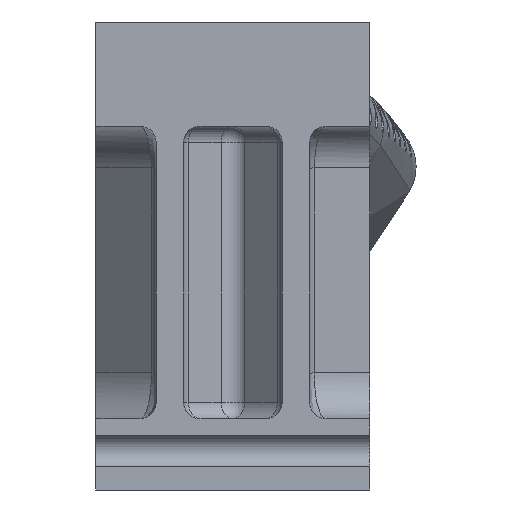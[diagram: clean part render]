
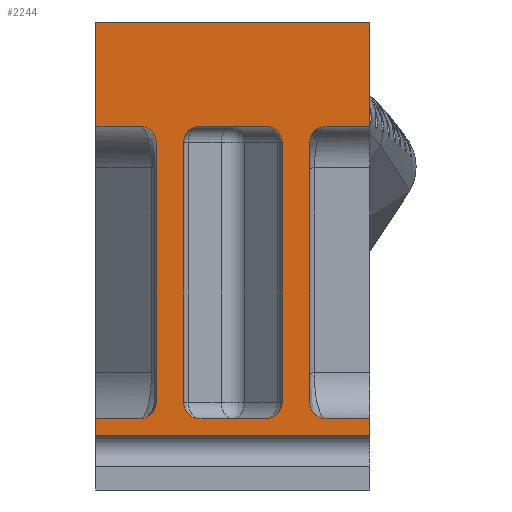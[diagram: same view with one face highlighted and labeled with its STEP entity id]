
A CAD part, front view. The second image highlights one B-rep face of the part: STEP entity #2244.
In plain terms, the highlighted planar face has unit normal (0, -1, 0).
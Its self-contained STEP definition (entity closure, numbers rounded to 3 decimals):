
#48=FACE_BOUND('',#760,.T.);
#236=PLANE('',#2428);
#255=LINE('',#3577,#399);
#260=LINE('',#3592,#404);
#268=LINE('',#3676,#412);
#291=LINE('',#3765,#435);
#292=LINE('',#3767,#436);
#293=LINE('',#3771,#437);
#294=LINE('',#3773,#438);
#296=LINE('',#3782,#440);
#297=LINE('',#3784,#441);
#304=LINE('',#3802,#448);
#305=LINE('',#3804,#449);
#320=LINE('',#3834,#464);
#321=LINE('',#3837,#465);
#323=LINE('',#3840,#467);
#324=LINE('',#3842,#468);
#352=LINE('',#3899,#496);
#399=VECTOR('',#2557,5.);
#404=VECTOR('',#2574,5.);
#412=VECTOR('',#2610,5.);
#435=VECTOR('',#2713,5.);
#436=VECTOR('',#2716,5.);
#437=VECTOR('',#2723,5.);
#438=VECTOR('',#2726,5.);
#440=VECTOR('',#2734,5.);
#441=VECTOR('',#2737,5.);
#448=VECTOR('',#2756,5.);
#449=VECTOR('',#2759,5.);
#464=VECTOR('',#2776,5.);
#465=VECTOR('',#2779,5.);
#467=VECTOR('',#2783,5.);
#468=VECTOR('',#2784,5.);
#496=VECTOR('',#2844,5.);
#652=FACE_OUTER_BOUND('',#759,.T.);
#759=EDGE_LOOP('',(#1808,#1809,#1810,#1811,#1812,#1813,#1814,#1815,#1816,
#1817,#1818,#1819,#1820,#1821,#1822,#1823));
#760=EDGE_LOOP('',(#1824,#1825,#1826,#1827,#1828,#1829,#1830,#1831));
#831=CIRCLE('',#2322,1.5);
#835=CIRCLE('',#2332,1.5);
#837=CIRCLE('',#2342,1.5);
#841=CIRCLE('',#2352,1.5);
#854=CIRCLE('',#2372,1.5);
#861=CIRCLE('',#2387,1.5);
#862=CIRCLE('',#2390,1.5);
#863=CIRCLE('',#2392,1.5);
#901=VERTEX_POINT('',#3490);
#902=VERTEX_POINT('',#3492);
#909=VERTEX_POINT('',#3567);
#910=VERTEX_POINT('',#3568);
#912=VERTEX_POINT('',#3575);
#916=VERTEX_POINT('',#3591);
#919=VERTEX_POINT('',#3598);
#920=VERTEX_POINT('',#3600);
#927=VERTEX_POINT('',#3670);
#928=VERTEX_POINT('',#3671);
#941=VERTEX_POINT('',#3709);
#942=VERTEX_POINT('',#3710);
#949=VERTEX_POINT('',#3744);
#950=VERTEX_POINT('',#3745);
#951=VERTEX_POINT('',#3753);
#952=VERTEX_POINT('',#3754);
#953=VERTEX_POINT('',#3759);
#954=VERTEX_POINT('',#3760);
#956=VERTEX_POINT('',#3776);
#958=VERTEX_POINT('',#3780);
#963=VERTEX_POINT('',#3800);
#977=VERTEX_POINT('',#3832);
#978=VERTEX_POINT('',#3836);
#979=VERTEX_POINT('',#3841);
#1147=EDGE_CURVE('',#901,#902,#831,.T.);
#1158=EDGE_CURVE('',#909,#910,#835,.T.);
#1163=EDGE_CURVE('',#909,#912,#255,.T.);
#1170=EDGE_CURVE('',#916,#902,#260,.T.);
#1174=EDGE_CURVE('',#919,#920,#837,.T.);
#1185=EDGE_CURVE('',#927,#928,#841,.T.);
#1188=EDGE_CURVE('',#927,#920,#268,.T.);
#1203=EDGE_CURVE('',#941,#942,#854,.T.);
#1222=EDGE_CURVE('',#949,#950,#861,.T.);
#1227=EDGE_CURVE('',#951,#952,#862,.T.);
#1230=EDGE_CURVE('',#953,#954,#863,.T.);
#1233=EDGE_CURVE('',#941,#952,#291,.T.);
#1234=EDGE_CURVE('',#951,#954,#292,.T.);
#1235=EDGE_CURVE('',#949,#942,#293,.T.);
#1236=EDGE_CURVE('',#953,#950,#294,.T.);
#1240=EDGE_CURVE('',#956,#958,#296,.T.);
#1241=EDGE_CURVE('',#901,#910,#297,.T.);
#1250=EDGE_CURVE('',#919,#963,#304,.T.);
#1251=EDGE_CURVE('',#916,#958,#305,.T.);
#1267=EDGE_CURVE('',#977,#912,#320,.T.);
#1268=EDGE_CURVE('',#978,#928,#321,.T.);
#1270=EDGE_CURVE('',#956,#963,#323,.T.);
#1271=EDGE_CURVE('',#978,#979,#324,.T.);
#1300=EDGE_CURVE('',#979,#977,#352,.T.);
#1808=ORIENTED_EDGE('',*,*,#1163,.T.);
#1809=ORIENTED_EDGE('',*,*,#1267,.F.);
#1810=ORIENTED_EDGE('',*,*,#1300,.F.);
#1811=ORIENTED_EDGE('',*,*,#1271,.F.);
#1812=ORIENTED_EDGE('',*,*,#1268,.T.);
#1813=ORIENTED_EDGE('',*,*,#1185,.F.);
#1814=ORIENTED_EDGE('',*,*,#1188,.T.);
#1815=ORIENTED_EDGE('',*,*,#1174,.F.);
#1816=ORIENTED_EDGE('',*,*,#1250,.T.);
#1817=ORIENTED_EDGE('',*,*,#1270,.F.);
#1818=ORIENTED_EDGE('',*,*,#1240,.T.);
#1819=ORIENTED_EDGE('',*,*,#1251,.F.);
#1820=ORIENTED_EDGE('',*,*,#1170,.T.);
#1821=ORIENTED_EDGE('',*,*,#1147,.F.);
#1822=ORIENTED_EDGE('',*,*,#1241,.T.);
#1823=ORIENTED_EDGE('',*,*,#1158,.F.);
#1824=ORIENTED_EDGE('',*,*,#1233,.T.);
#1825=ORIENTED_EDGE('',*,*,#1227,.F.);
#1826=ORIENTED_EDGE('',*,*,#1234,.T.);
#1827=ORIENTED_EDGE('',*,*,#1230,.F.);
#1828=ORIENTED_EDGE('',*,*,#1236,.T.);
#1829=ORIENTED_EDGE('',*,*,#1222,.F.);
#1830=ORIENTED_EDGE('',*,*,#1235,.T.);
#1831=ORIENTED_EDGE('',*,*,#1203,.F.);
#2244=ADVANCED_FACE('',(#652,#48),#236,.F.);
#2322=AXIS2_PLACEMENT_3D('',#3493,#2526,#2527);
#2332=AXIS2_PLACEMENT_3D('',#3569,#2549,#2550);
#2342=AXIS2_PLACEMENT_3D('',#3601,#2581,#2582);
#2352=AXIS2_PLACEMENT_3D('',#3672,#2604,#2605);
#2372=AXIS2_PLACEMENT_3D('',#3711,#2649,#2650);
#2387=AXIS2_PLACEMENT_3D('',#3746,#2691,#2692);
#2390=AXIS2_PLACEMENT_3D('',#3755,#2701,#2702);
#2392=AXIS2_PLACEMENT_3D('',#3761,#2707,#2708);
#2428=AXIS2_PLACEMENT_3D('',#3898,#2842,#2843);
#2526=DIRECTION('center_axis',(0.,-1.,0.));
#2527=DIRECTION('ref_axis',(-0.707,0.,-0.707));
#2549=DIRECTION('center_axis',(0.,-1.,0.));
#2550=DIRECTION('ref_axis',(-0.707,0.,0.707));
#2557=DIRECTION('',(1.,0.,0.));
#2574=DIRECTION('',(-1.,0.,0.));
#2581=DIRECTION('center_axis',(0.,-1.,0.));
#2582=DIRECTION('ref_axis',(0.707,0.,-0.707));
#2604=DIRECTION('center_axis',(0.,-1.,0.));
#2605=DIRECTION('ref_axis',(0.707,0.,0.707));
#2610=DIRECTION('',(0.,0.,-1.));
#2649=DIRECTION('center_axis',(0.,-1.,0.));
#2650=DIRECTION('ref_axis',(-0.707,0.,-0.707));
#2691=DIRECTION('center_axis',(0.,-1.,0.));
#2692=DIRECTION('ref_axis',(0.707,0.,-0.707));
#2701=DIRECTION('center_axis',(0.,-1.,0.));
#2702=DIRECTION('ref_axis',(-0.707,0.,0.707));
#2707=DIRECTION('center_axis',(0.,-1.,0.));
#2708=DIRECTION('ref_axis',(0.707,0.,0.707));
#2713=DIRECTION('',(0.,0.,1.));
#2716=DIRECTION('',(1.,0.,0.));
#2723=DIRECTION('',(-1.,0.,0.));
#2726=DIRECTION('',(0.,0.,-1.));
#2734=DIRECTION('',(1.,0.,0.));
#2737=DIRECTION('',(0.,0.,1.));
#2756=DIRECTION('',(-1.,0.,0.));
#2759=DIRECTION('',(0.,0.,-1.));
#2776=DIRECTION('',(0.,0.,-1.));
#2779=DIRECTION('',(1.,0.,0.));
#2783=DIRECTION('',(0.,0.,1.));
#2784=DIRECTION('',(0.,0.,1.));
#2842=DIRECTION('center_axis',(0.,1.,0.));
#2843=DIRECTION('ref_axis',(1.,0.,0.));
#2844=DIRECTION('',(1.,0.,0.));
#3490=CARTESIAN_POINT('',(19.19,-83.168,-5.301));
#3492=CARTESIAN_POINT('',(20.69,-83.168,-6.801));
#3493=CARTESIAN_POINT('Origin',(20.69,-83.168,-5.301));
#3567=CARTESIAN_POINT('',(20.69,-83.168,19.899));
#3568=CARTESIAN_POINT('',(19.19,-83.168,18.399));
#3569=CARTESIAN_POINT('Origin',(20.69,-83.168,18.399));
#3575=CARTESIAN_POINT('',(24.69,-83.168,19.899));
#3577=CARTESIAN_POINT('',(12.19,-83.168,19.899));
#3591=CARTESIAN_POINT('',(24.69,-83.168,-6.801));
#3592=CARTESIAN_POINT('',(12.19,-83.168,-6.801));
#3598=CARTESIAN_POINT('',(3.69,-83.168,-6.801));
#3600=CARTESIAN_POINT('',(5.19,-83.168,-5.301));
#3601=CARTESIAN_POINT('Origin',(3.69,-83.168,-5.301));
#3670=CARTESIAN_POINT('',(5.19,-83.168,18.399));
#3671=CARTESIAN_POINT('',(3.69,-83.168,19.899));
#3672=CARTESIAN_POINT('Origin',(3.69,-83.168,18.399));
#3676=CARTESIAN_POINT('',(5.19,-83.168,17.83));
#3709=CARTESIAN_POINT('',(7.69,-83.168,-5.301));
#3710=CARTESIAN_POINT('',(9.19,-83.168,-6.801));
#3711=CARTESIAN_POINT('Origin',(9.19,-83.168,-5.301));
#3744=CARTESIAN_POINT('',(15.19,-83.168,-6.801));
#3745=CARTESIAN_POINT('',(16.69,-83.168,-5.301));
#3746=CARTESIAN_POINT('Origin',(15.19,-83.168,-5.301));
#3753=CARTESIAN_POINT('',(9.19,-83.168,19.899));
#3754=CARTESIAN_POINT('',(7.69,-83.168,18.399));
#3755=CARTESIAN_POINT('Origin',(9.19,-83.168,18.399));
#3759=CARTESIAN_POINT('',(16.69,-83.168,18.399));
#3760=CARTESIAN_POINT('',(15.19,-83.168,19.899));
#3761=CARTESIAN_POINT('Origin',(15.19,-83.168,18.399));
#3765=CARTESIAN_POINT('',(7.69,-83.168,11.299));
#3767=CARTESIAN_POINT('',(3.69,-83.168,19.899));
#3771=CARTESIAN_POINT('',(8.19,-83.168,-6.801));
#3773=CARTESIAN_POINT('',(16.69,-83.168,24.649));
#3776=CARTESIAN_POINT('',(-0.31,-83.168,-8.301));
#3780=CARTESIAN_POINT('',(24.69,-83.168,-8.301));
#3782=CARTESIAN_POINT('',(-0.31,-83.168,-8.301));
#3784=CARTESIAN_POINT('',(19.19,-83.168,17.83));
#3800=CARTESIAN_POINT('',(-0.31,-83.168,-6.801));
#3802=CARTESIAN_POINT('',(-0.31,-83.168,-6.801));
#3804=CARTESIAN_POINT('',(24.69,-83.168,8.049));
#3832=CARTESIAN_POINT('',(24.69,-83.168,29.399));
#3834=CARTESIAN_POINT('',(24.69,-83.168,8.049));
#3836=CARTESIAN_POINT('',(-0.31,-83.168,19.899));
#3837=CARTESIAN_POINT('',(-0.31,-83.168,19.899));
#3840=CARTESIAN_POINT('',(-0.31,-83.168,29.399));
#3841=CARTESIAN_POINT('',(-0.31,-83.168,29.399));
#3842=CARTESIAN_POINT('',(-0.31,-83.168,29.399));
#3898=CARTESIAN_POINT('Origin',(-0.31,-83.168,29.399));
#3899=CARTESIAN_POINT('',(12.19,-83.168,29.399));
